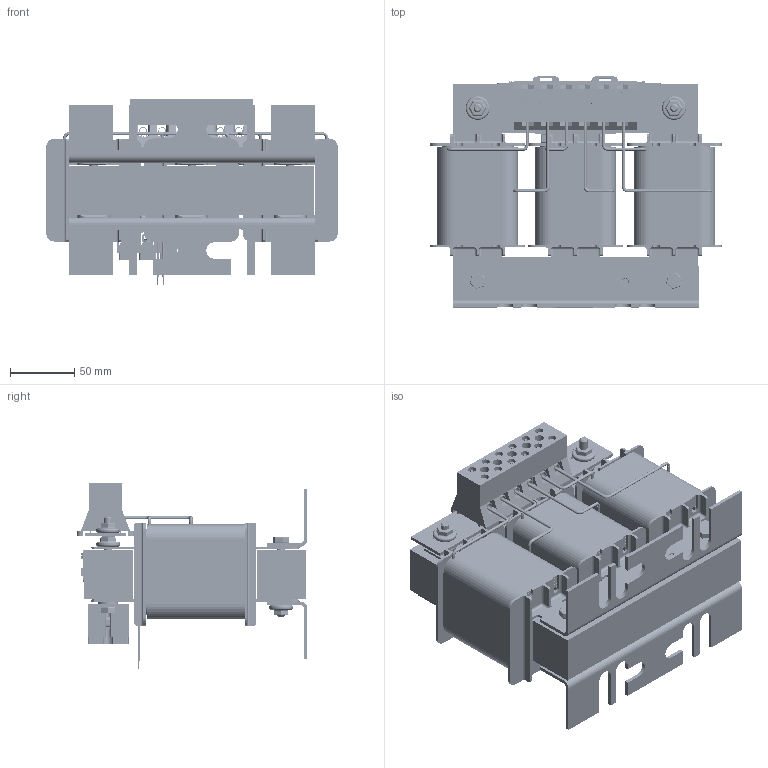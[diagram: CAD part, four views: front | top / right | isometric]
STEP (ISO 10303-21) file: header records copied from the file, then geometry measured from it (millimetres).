
FILE_DESCRIPTION(/* description */ (''),/* implementation_level */ '2;1');
FILE_NAME(/* name */ 'KTRMG23A.stp',/* time_stamp */ '2020-07-31T11:08:15-05:00',/* author */ ('jnelson'),/* organization */ (''),/* preprocessor_version */ 'ST-DEVELOPER v17',/* originating_system */ 'Autodesk Inventor 2019',/* authorisation */ '');
FILE_SCHEMA (('AUTOMOTIVE_DESIGN { 1 0 10303 214 3 1 1 }'));
Products named in the file (35): KTRMG23A; 24261; 3932; 14578; 19324; 28543; 2747; 30710; 17414; 30710_1; 30710-OUTER WRAP; 30710-outer wrap 2; 28540; 4222; 30097- LARGE  BLANK  (REACTOR); KTR3A65HL F FRAME A1-1; KTR3A65HL F FRAME B1-1; KTR3A65HL F FRAME C1; KTR3A65HL F FRAME C1-1; KTR3A65HL F FRAME A2-1; KTR3A65HL F FRAME B1; KTR3A65HL F FRAME B2-1; KTR3A65HL F FRAME A1; KTR3A65HL F FRAME C2-1; KTR5A65HL F FRAME B2-1; KTR5A65HL F FRAME c2-2; 28453; 28453_1; 11923insert-hex head; 11923-1; 11923-HEX SCREW; 1505; 31553; 29477-SHORT LEADS; 1763
Assembly tree (62 placements, depth 4):
  KTRMG23A
    24261  x2
    3932  x2
    4222  x3
    1763  x4
    14578
    19324
    28543  x2
    2747  x2
    30710  x3
      17414
      30710_1
      30710-OUTER WRAP
      30710-outer wrap 2
    28540  x3
    1505  x7
    30097- LARGE  BLANK  (REACTOR)
    KTR3A65HL F FRAME A1  x2
    KTR3A65HL F FRAME A1-1
    KTR3A65HL F FRAME B1  x3
    KTR3A65HL F FRAME B1-1
    KTR3A65HL F FRAME C1
    KTR3A65HL F FRAME C1-1
    KTR3A65HL F FRAME A2-1
    KTR3A65HL F FRAME B2-1
    KTR3A65HL F FRAME C2-1
    KTR5A65HL F FRAME B2-1  x3
    KTR5A65HL F FRAME c2-2  x2
    28453
      28453_1
      11923insert-hex head  x3
        11923-1
        11923-HEX SCREW
    31553
    29477-SHORT LEADS
Bounding box: 226.19 x 179.17 x 145 mm (x, y, z)
Volume: 1781616.3 mm3; surface area: 1184794.7 mm2
Topology: 295 solids, 295 shells, 7089 faces, 18504 edges, 12036 vertices
Faces by surface type: plane 3783, cylinder 2822, torus 199, bspline 192, sphere 52, cone 41
Full cylindrical faces by diameter (mm): 0.762 x2, 1.524 x2, 2.408 x29, 2.492 x3, 2.541 x3, 2.568 x3, 2.599 x3, 2.794 x3, 3.962 x5, 4.166 x4, 4.496 x3, 4.724 x2, 4.898 x5, 5.08 x14, 5.083 x1, 5.172 x30, 6.124 x5, 6.35 x45, 6.375 x12, 6.379 x1, 6.604 x6, 6.655 x6, 7.01 x6, 7.137 x4, 7.341 x5, 7.874 x6, 7.938 x6, 8.128 x4, 9.652 x4, 15.875 x4
Entity records: 100748 total; most frequent: CARTESIAN_POINT 21281, ORIENTED_EDGE 16196, DIRECTION 16090, EDGE_CURVE 8098, LINE 5406, VECTOR 5406, AXIS2_PLACEMENT_3D 5342, VERTEX_POINT 5314
